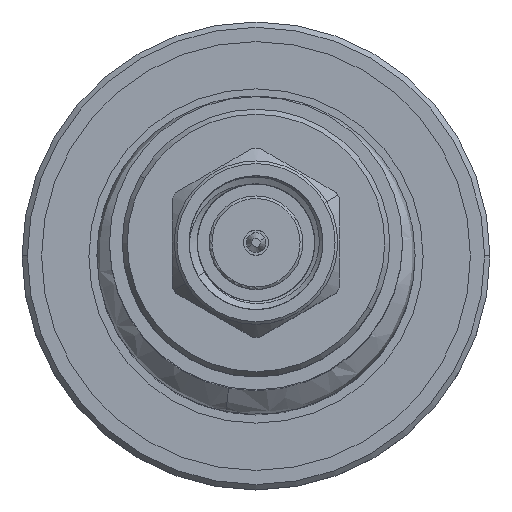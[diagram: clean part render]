
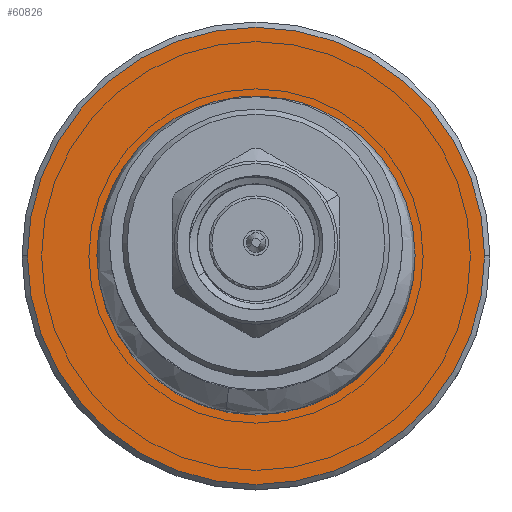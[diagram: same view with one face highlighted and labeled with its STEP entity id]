
A CAD part, top view. The second image highlights one B-rep face of the part: STEP entity #60826.
In plain terms, the highlighted face is planar.
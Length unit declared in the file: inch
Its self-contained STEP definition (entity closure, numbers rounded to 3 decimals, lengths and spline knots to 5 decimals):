
#2940 = CIRCLE ( 'NONE', #64553, 0.2825 ) ;
#3186 = EDGE_CURVE ( 'NONE', #15307, #9476, #54747, .T. ) ;
#4176 = CARTESIAN_POINT ( 'NONE',  ( 1.026, 0., 0. ) ) ;
#9476 = VERTEX_POINT ( 'NONE', #35176 ) ;
#9885 = CIRCLE ( 'NONE', #19708, 0.4275 ) ;
#13673 = DIRECTION ( 'NONE',  ( 1., 0., 0. ) ) ;
#14273 = DIRECTION ( 'NONE',  ( 0., 0., -1. ) ) ;
#15307 = VERTEX_POINT ( 'NONE', #18720 ) ;
#17695 = FACE_BOUND ( 'NONE', #29609, .T. ) ;
#17928 = DIRECTION ( 'NONE',  ( 1., 0., 0. ) ) ;
#18720 = CARTESIAN_POINT ( 'NONE',  ( 1.026, 0., 0.2825 ) ) ;
#18793 = PLANE ( 'NONE',  #60854 ) ;
#19708 = AXIS2_PLACEMENT_3D ( 'NONE', #58566, #13673, #53962 ) ;
#22998 = DIRECTION ( 'NONE',  ( 0., 0., -1. ) ) ;
#23871 = CARTESIAN_POINT ( 'NONE',  ( 1.026, 0.4375, 0. ) ) ;
#23876 = DIRECTION ( 'NONE',  ( 1., 0., 0. ) ) ;
#27170 = DIRECTION ( 'NONE',  ( 0., 0., -1. ) ) ;
#28159 = CARTESIAN_POINT ( 'NONE',  ( 1.026, 0., -0.4275 ) ) ;
#28692 = DIRECTION ( 'NONE',  ( 0., 0., -1. ) ) ;
#29609 = EDGE_LOOP ( 'NONE', ( #54952, #48309 ) ) ;
#30729 = VERTEX_POINT ( 'NONE', #28159 ) ;
#31108 = EDGE_CURVE ( 'NONE', #9476, #15307, #2940, .T. ) ;
#32647 = ORIENTED_EDGE ( 'NONE', *, *, #59607, .T. ) ;
#35176 = CARTESIAN_POINT ( 'NONE',  ( 1.026, 0., -0.2825 ) ) ;
#36136 = EDGE_LOOP ( 'NONE', ( #52599, #32647 ) ) ;
#36596 = CARTESIAN_POINT ( 'NONE',  ( 1.026, 0., 0. ) ) ;
#37004 = AXIS2_PLACEMENT_3D ( 'NONE', #36596, #52518, #27170 ) ;
#38857 = AXIS2_PLACEMENT_3D ( 'NONE', #53174, #23876, #28692 ) ;
#48309 = ORIENTED_EDGE ( 'NONE', *, *, #3186, .F. ) ;
#51436 = FACE_OUTER_BOUND ( 'NONE', #36136, .T. ) ;
#52518 = DIRECTION ( 'NONE',  ( 1., 0., 0. ) ) ;
#52599 = ORIENTED_EDGE ( 'NONE', *, *, #64314, .T. ) ;
#52959 = CARTESIAN_POINT ( 'NONE',  ( 1.026, 0., 0.4275 ) ) ;
#53174 = CARTESIAN_POINT ( 'NONE',  ( 1.026, 0., 0. ) ) ;
#53962 = DIRECTION ( 'NONE',  ( 0., 0., -1. ) ) ;
#54747 = CIRCLE ( 'NONE', #38857, 0.2825 ) ;
#54952 = ORIENTED_EDGE ( 'NONE', *, *, #31108, .F. ) ;
#58535 = DIRECTION ( 'NONE',  ( 1., 0., 0. ) ) ;
#58566 = CARTESIAN_POINT ( 'NONE',  ( 1.026, 0., 0. ) ) ;
#59149 = CIRCLE ( 'NONE', #37004, 0.4275 ) ;
#59607 = EDGE_CURVE ( 'NONE', #30729, #60798, #9885, .T. ) ;
#60798 = VERTEX_POINT ( 'NONE', #52959 ) ;
#60826 = ADVANCED_FACE ( 'NONE', ( #51436, #17695 ), #18793, .T. ) ;
#60854 = AXIS2_PLACEMENT_3D ( 'NONE', #23871, #17928, #22998 ) ;
#64314 = EDGE_CURVE ( 'NONE', #60798, #30729, #59149, .T. ) ;
#64553 = AXIS2_PLACEMENT_3D ( 'NONE', #4176, #58535, #14273 ) ;
